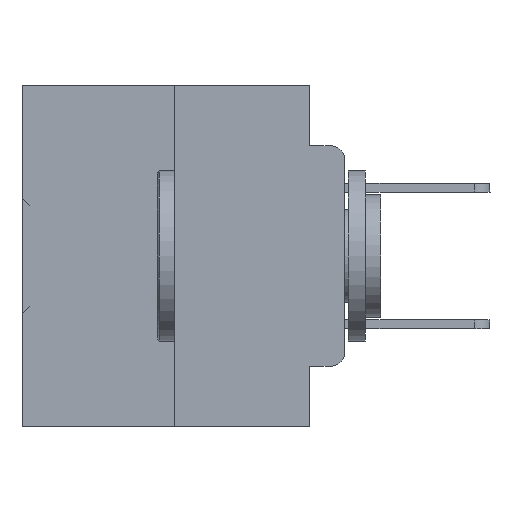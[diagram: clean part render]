
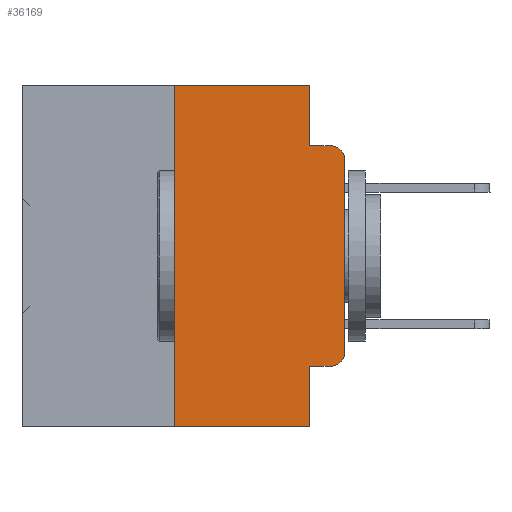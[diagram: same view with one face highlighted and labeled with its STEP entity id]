
A CAD part, left-side view. The second image highlights one B-rep face of the part: STEP entity #36169.
In plain terms, the highlighted planar face has unit normal (-1, 0, 0).
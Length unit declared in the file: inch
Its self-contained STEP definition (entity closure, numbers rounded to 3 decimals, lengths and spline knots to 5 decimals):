
#480 = CARTESIAN_POINT ( 'NONE',  ( 0., 0.25, -0.5 ) ) ;
#542 = CARTESIAN_POINT ( 'NONE',  ( 0., 0.02, -0.1085 ) ) ;
#741 = VERTEX_POINT ( 'NONE', #2830 ) ;
#1019 = EDGE_CURVE ( 'NONE', #38984, #35546, #6238, .T. ) ;
#1235 = CARTESIAN_POINT ( 'NONE',  ( 0., 0.051, 0. ) ) ;
#1805 = VERTEX_POINT ( 'NONE', #25107 ) ;
#1912 = EDGE_CURVE ( 'NONE', #1805, #741, #21934, .T. ) ;
#1922 = EDGE_CURVE ( 'NONE', #10765, #35198, #17175, .T. ) ;
#2007 = ORIENTED_EDGE ( 'NONE', *, *, #19905, .F. ) ;
#2830 = CARTESIAN_POINT ( 'NONE',  ( 0., 0.02, -0.0885 ) ) ;
#4498 = CIRCLE ( 'NONE', #16498, 0.02 ) ;
#4588 = CARTESIAN_POINT ( 'NONE',  ( 0., 0.051, 0. ) ) ;
#5031 = VECTOR ( 'NONE', #30193, 39.37008 ) ;
#6238 = CIRCLE ( 'NONE', #21408, 0.02 ) ;
#6637 = EDGE_LOOP ( 'NONE', ( #38267, #38273, #7644, #25192, #2007, #36209, #8301, #37601, #8664, #36054 ) ) ;
#6841 = CARTESIAN_POINT ( 'NONE',  ( 0., 0.473, 0. ) ) ;
#6880 = DIRECTION ( 'NONE',  ( 0., -1., 0. ) ) ;
#7644 = ORIENTED_EDGE ( 'NONE', *, *, #1912, .F. ) ;
#8243 = EDGE_CURVE ( 'NONE', #35546, #25819, #33526, .T. ) ;
#8301 = ORIENTED_EDGE ( 'NONE', *, *, #1922, .T. ) ;
#8481 = CARTESIAN_POINT ( 'NONE',  ( 0., 0.25, 0. ) ) ;
#8664 = ORIENTED_EDGE ( 'NONE', *, *, #23984, .T. ) ;
#10013 = FACE_OUTER_BOUND ( 'NONE', #6637, .T. ) ;
#10765 = VERTEX_POINT ( 'NONE', #480 ) ;
#11160 = LINE ( 'NONE', #32386, #29847 ) ;
#11493 = EDGE_CURVE ( 'NONE', #25819, #741, #4498, .T. ) ;
#11858 = CARTESIAN_POINT ( 'NONE',  ( 0., 0.051, -0.5 ) ) ;
#12563 = CARTESIAN_POINT ( 'NONE',  ( 0., 0.051, 0. ) ) ;
#12641 = DIRECTION ( 'NONE',  ( 0., 0., -1. ) ) ;
#13319 = DIRECTION ( 'NONE',  ( 0., 0., -1. ) ) ;
#13381 = CARTESIAN_POINT ( 'NONE',  ( 0., 0.051, -0.4115 ) ) ;
#13505 = DIRECTION ( 'NONE',  ( 0., 0., -1. ) ) ;
#13783 = AXIS2_PLACEMENT_3D ( 'NONE', #6841, #37369, #25077 ) ;
#13810 = CARTESIAN_POINT ( 'NONE',  ( 0., 0.473, -0.5 ) ) ;
#16267 = CARTESIAN_POINT ( 'NONE',  ( 0., 0.02, -0.3915 ) ) ;
#16498 = AXIS2_PLACEMENT_3D ( 'NONE', #542, #24156, #12641 ) ;
#16915 = LINE ( 'NONE', #13381, #17218 ) ;
#16999 = VECTOR ( 'NONE', #13505, 39.37008 ) ;
#17175 = LINE ( 'NONE', #13810, #30208 ) ;
#17218 = VECTOR ( 'NONE', #37744, 39.37008 ) ;
#17708 = CARTESIAN_POINT ( 'NONE',  ( 0., 0.051, -0.4115 ) ) ;
#19155 = VERTEX_POINT ( 'NONE', #1235 ) ;
#19905 = EDGE_CURVE ( 'NONE', #31864, #19155, #36829, .T. ) ;
#21408 = AXIS2_PLACEMENT_3D ( 'NONE', #16267, #28372, #13319 ) ;
#21934 = LINE ( 'NONE', #34032, #27048 ) ;
#22138 = EDGE_CURVE ( 'NONE', #34161, #35198, #24449, .T. ) ;
#22169 = CARTESIAN_POINT ( 'NONE',  ( 0., 0.473, 0. ) ) ;
#22508 = PLANE ( 'NONE',  #13783 ) ;
#22563 = CARTESIAN_POINT ( 'NONE',  ( 0., 0.02, -0.4115 ) ) ;
#23132 = DIRECTION ( 'NONE',  ( 0., -1., 0. ) ) ;
#23984 = EDGE_CURVE ( 'NONE', #34161, #38984, #16915, .T. ) ;
#24156 = DIRECTION ( 'NONE',  ( -1., 0., 0. ) ) ;
#24449 = LINE ( 'NONE', #12563, #5031 ) ;
#25077 = DIRECTION ( 'NONE',  ( 0., 0., -1. ) ) ;
#25107 = CARTESIAN_POINT ( 'NONE',  ( 0., 0.051, -0.0885 ) ) ;
#25192 = ORIENTED_EDGE ( 'NONE', *, *, #37207, .F. ) ;
#25819 = VERTEX_POINT ( 'NONE', #31563 ) ;
#26908 = VECTOR ( 'NONE', #27768, 39.37008 ) ;
#27048 = VECTOR ( 'NONE', #6880, 39.37008 ) ;
#27567 = CARTESIAN_POINT ( 'NONE',  ( 0., 0., 0. ) ) ;
#27768 = DIRECTION ( 'NONE',  ( 0., 0., 1. ) ) ;
#28372 = DIRECTION ( 'NONE',  ( -1., 0., 0. ) ) ;
#28431 = EDGE_CURVE ( 'NONE', #10765, #31864, #11160, .T. ) ;
#28763 = LINE ( 'NONE', #4588, #16999 ) ;
#29847 = VECTOR ( 'NONE', #38925, 39.37008 ) ;
#30193 = DIRECTION ( 'NONE',  ( 0., 0., -1. ) ) ;
#30208 = VECTOR ( 'NONE', #23132, 39.37008 ) ;
#31563 = CARTESIAN_POINT ( 'NONE',  ( 0., 0., -0.1085 ) ) ;
#31864 = VERTEX_POINT ( 'NONE', #8481 ) ;
#32386 = CARTESIAN_POINT ( 'NONE',  ( 0., 0.25, 0. ) ) ;
#33526 = LINE ( 'NONE', #27567, #26908 ) ;
#34032 = CARTESIAN_POINT ( 'NONE',  ( 0., 0.051, -0.0885 ) ) ;
#34161 = VERTEX_POINT ( 'NONE', #17708 ) ;
#34261 = DIRECTION ( 'NONE',  ( 0., -1., 0. ) ) ;
#35198 = VERTEX_POINT ( 'NONE', #11858 ) ;
#35546 = VERTEX_POINT ( 'NONE', #38898 ) ;
#36054 = ORIENTED_EDGE ( 'NONE', *, *, #1019, .T. ) ;
#36169 = ADVANCED_FACE ( 'NONE', ( #10013 ), #22508, .F. ) ;
#36209 = ORIENTED_EDGE ( 'NONE', *, *, #28431, .F. ) ;
#36508 = VECTOR ( 'NONE', #34261, 39.37008 ) ;
#36829 = LINE ( 'NONE', #22169, #36508 ) ;
#37207 = EDGE_CURVE ( 'NONE', #19155, #1805, #28763, .T. ) ;
#37369 = DIRECTION ( 'NONE',  ( 1., 0., 0. ) ) ;
#37601 = ORIENTED_EDGE ( 'NONE', *, *, #22138, .F. ) ;
#37744 = DIRECTION ( 'NONE',  ( 0., -1., 0. ) ) ;
#38267 = ORIENTED_EDGE ( 'NONE', *, *, #8243, .T. ) ;
#38273 = ORIENTED_EDGE ( 'NONE', *, *, #11493, .T. ) ;
#38898 = CARTESIAN_POINT ( 'NONE',  ( 0., 0., -0.3915 ) ) ;
#38925 = DIRECTION ( 'NONE',  ( 0., 0., 1. ) ) ;
#38984 = VERTEX_POINT ( 'NONE', #22563 ) ;
